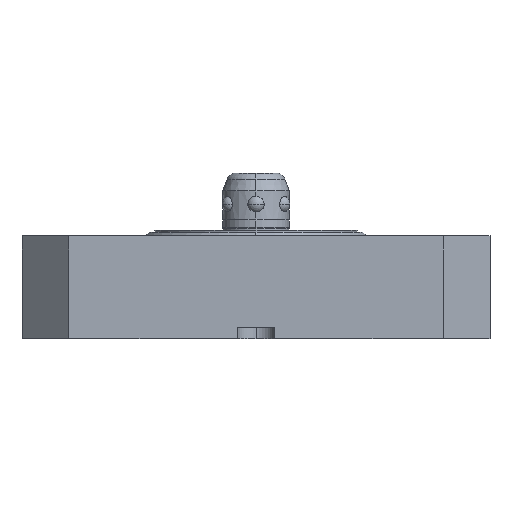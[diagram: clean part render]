
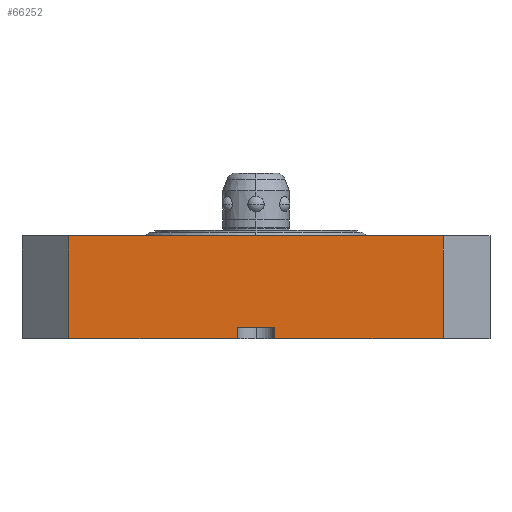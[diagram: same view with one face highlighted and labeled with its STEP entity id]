
A CAD part, front view. The second image highlights one B-rep face of the part: STEP entity #66252.
In plain terms, the highlighted face is planar.
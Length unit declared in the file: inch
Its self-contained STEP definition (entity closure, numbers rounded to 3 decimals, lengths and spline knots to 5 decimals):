
#65203=CARTESIAN_POINT('',(-3.93701,0.,-4.33071));
#65204=VERTEX_POINT('',#65203);
#65211=CARTESIAN_POINT('',(3.93701,0.,-4.33071));
#65212=VERTEX_POINT('',#65211);
#65213=CARTESIAN_POINT('',(-3.93701,0.,-4.33071));
#65214=DIRECTION('',(1.0,0.0,0.0));
#65215=VECTOR('',#65214,7.87402);
#65216=LINE('',#65213,#65215);
#65217=EDGE_CURVE('',#65204,#65212,#65216,.T.);
#65297=CARTESIAN_POINT('',(-0.3937,1.92913,-4.33071));
#65298=VERTEX_POINT('',#65297);
#65315=CARTESIAN_POINT('',(0.3937,1.92913,-4.33071));
#65316=VERTEX_POINT('',#65315);
#65323=CARTESIAN_POINT('',(-0.3937,1.92913,-4.33071));
#65324=DIRECTION('',(1.0,0.0,0.0));
#65325=VECTOR('',#65324,0.7874);
#65326=LINE('',#65323,#65325);
#65327=EDGE_CURVE('',#65298,#65316,#65326,.T.);
#65921=CARTESIAN_POINT('',(3.93701,2.16535,-4.33071));
#65922=VERTEX_POINT('',#65921);
#65938=CARTESIAN_POINT('',(3.93701,0.,-4.33071));
#65939=DIRECTION('',(0.0,1.0,0.0));
#65940=VECTOR('',#65939,2.16535);
#65941=LINE('',#65938,#65940);
#65942=EDGE_CURVE('',#65212,#65922,#65941,.T.);
#66194=CARTESIAN_POINT('',(-3.93701,2.16535,-4.33071));
#66195=VERTEX_POINT('',#66194);
#66202=CARTESIAN_POINT('',(-3.93701,0.,-4.33071));
#66203=DIRECTION('',(0.0,1.0,0.0));
#66204=VECTOR('',#66203,2.16535);
#66205=LINE('',#66202,#66204);
#66206=EDGE_CURVE('',#65204,#66195,#66205,.T.);
#66213=CARTESIAN_POINT('',(-4.33071,2.27362,-4.33071));
#66214=DIRECTION('',(0.0,0.0,-1.0));
#66215=DIRECTION('',(-1.0,0.0,0.0));
#66216=AXIS2_PLACEMENT_3D('',#66213,#66214,#66215);
#66217=PLANE('',#66216);
#66218=CARTESIAN_POINT('',(0.3937,2.16535,-4.33071));
#66219=VERTEX_POINT('',#66218);
#66220=CARTESIAN_POINT('',(0.3937,1.92913,-4.33071));
#66221=DIRECTION('',(0.0,1.0,0.0));
#66222=VECTOR('',#66221,0.23622);
#66223=LINE('',#66220,#66222);
#66224=EDGE_CURVE('',#65316,#66219,#66223,.T.);
#66225=ORIENTED_EDGE('',*,*,#66224,.T.);
#66226=CARTESIAN_POINT('',(0.3937,2.16535,-4.33071));
#66227=DIRECTION('',(1.0,0.0,0.0));
#66228=VECTOR('',#66227,3.54331);
#66229=LINE('',#66226,#66228);
#66230=EDGE_CURVE('',#66219,#65922,#66229,.T.);
#66231=ORIENTED_EDGE('',*,*,#66230,.T.);
#66232=ORIENTED_EDGE('',*,*,#65942,.F.);
#66233=ORIENTED_EDGE('',*,*,#65217,.F.);
#66234=ORIENTED_EDGE('',*,*,#66206,.T.);
#66235=CARTESIAN_POINT('',(-0.3937,2.16535,-4.33071));
#66236=VERTEX_POINT('',#66235);
#66237=CARTESIAN_POINT('',(-3.93701,2.16535,-4.33071));
#66238=DIRECTION('',(1.0,0.0,0.0));
#66239=VECTOR('',#66238,3.54331);
#66240=LINE('',#66237,#66239);
#66241=EDGE_CURVE('',#66195,#66236,#66240,.T.);
#66242=ORIENTED_EDGE('',*,*,#66241,.T.);
#66243=CARTESIAN_POINT('',(-0.3937,2.16535,-4.33071));
#66244=DIRECTION('',(0.0,-1.0,0.0));
#66245=VECTOR('',#66244,0.23622);
#66246=LINE('',#66243,#66245);
#66247=EDGE_CURVE('',#66236,#65298,#66246,.T.);
#66248=ORIENTED_EDGE('',*,*,#66247,.T.);
#66249=ORIENTED_EDGE('',*,*,#65327,.T.);
#66250=EDGE_LOOP('',(#66225,#66231,#66232,#66233,#66234,#66242,#66248,#66249));
#66251=FACE_OUTER_BOUND('',#66250,.T.);
#66252=ADVANCED_FACE('',(#66251),#66217,.T.);
